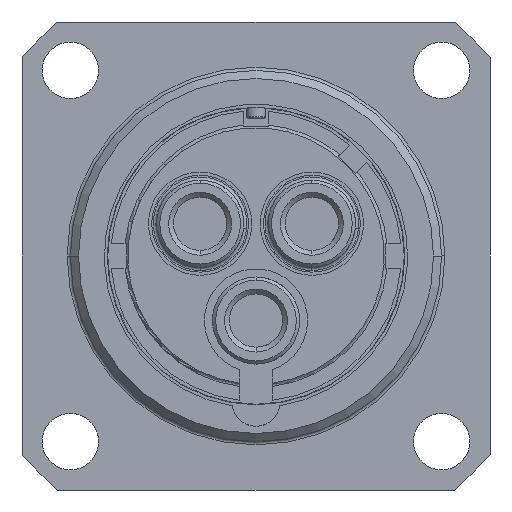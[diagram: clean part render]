
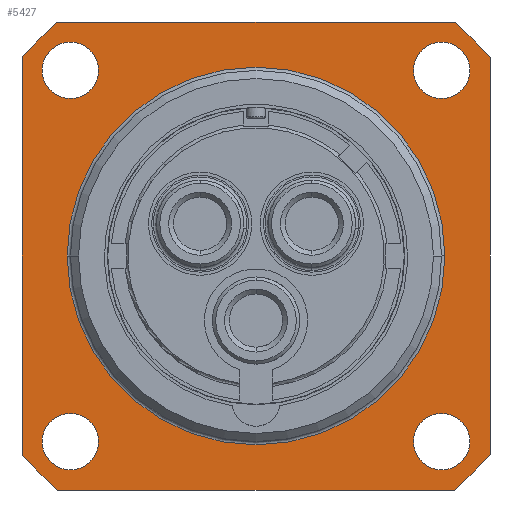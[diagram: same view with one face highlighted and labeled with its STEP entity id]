
A CAD part, left-side view. The second image highlights one B-rep face of the part: STEP entity #5427.
In plain terms, the highlighted planar face has unit normal (-1, 0, 0).
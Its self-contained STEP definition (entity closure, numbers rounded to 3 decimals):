
#175=CARTESIAN_POINT('',(10.6,0.,0.));
#176=DIRECTION('',(1.,0.,0.));
#177=DIRECTION('',(0.,1.,0.));
#178=AXIS2_PLACEMENT_3D('',#175,#176,#177);
#190=CARTESIAN_POINT('',(10.6,0.,0.));
#191=DIRECTION('',(1.,0.,0.));
#192=DIRECTION('',(0.,-1.,0.));
#193=AXIS2_PLACEMENT_3D('',#190,#191,#192);
#641=CARTESIAN_POINT('',(10.6,0.,0.));
#642=DIRECTION('',(-1.,0.,0.));
#643=DIRECTION('',(0.,0.763,-0.646));
#644=AXIS2_PLACEMENT_3D('',#641,#642,#643);
#646=DIRECTION('',(0.,0.,-1.));
#647=VECTOR('',#646,24.556);
#648=CARTESIAN_POINT('',(10.6,14.5,12.278));
#649=LINE('874',#648,#647);
#650=CARTESIAN_POINT('',(10.6,0.,0.));
#651=DIRECTION('',(-1.,0.,0.));
#652=DIRECTION('',(0.,0.646,0.763));
#653=AXIS2_PLACEMENT_3D('',#650,#651,#652);
#655=DIRECTION('',(0.,1.,0.));
#656=VECTOR('',#655,24.556);
#657=CARTESIAN_POINT('',(10.6,-12.278,14.5));
#658=LINE('873',#657,#656);
#659=CARTESIAN_POINT('',(10.6,0.,0.));
#660=DIRECTION('',(-1.,0.,0.));
#661=DIRECTION('',(0.,-0.763,0.646));
#662=AXIS2_PLACEMENT_3D('',#659,#660,#661);
#664=DIRECTION('',(0.,0.,1.));
#665=VECTOR('',#664,24.556);
#666=CARTESIAN_POINT('',(10.6,-14.5,-12.278));
#667=LINE('872',#666,#665);
#668=CARTESIAN_POINT('',(10.6,0.,0.));
#669=DIRECTION('',(-1.,0.,0.));
#670=DIRECTION('',(0.,-0.646,-0.763));
#671=AXIS2_PLACEMENT_3D('',#668,#669,#670);
#673=DIRECTION('',(0.,-1.,0.));
#674=VECTOR('',#673,24.556);
#675=CARTESIAN_POINT('',(10.6,12.278,-14.5));
#676=LINE('871',#675,#674);
#677=CARTESIAN_POINT('',(10.6,11.5,11.5));
#678=DIRECTION('',(1.,0.,0.));
#679=DIRECTION('',(0.,1.,0.));
#680=AXIS2_PLACEMENT_3D('',#677,#678,#679);
#682=CARTESIAN_POINT('',(10.6,11.5,11.5));
#683=DIRECTION('',(1.,0.,0.));
#684=DIRECTION('',(0.,-1.,0.));
#685=AXIS2_PLACEMENT_3D('',#682,#683,#684);
#687=CARTESIAN_POINT('',(10.6,-11.5,11.5));
#688=DIRECTION('',(1.,0.,0.));
#689=DIRECTION('',(0.,1.,0.));
#690=AXIS2_PLACEMENT_3D('',#687,#688,#689);
#692=CARTESIAN_POINT('',(10.6,-11.5,11.5));
#693=DIRECTION('',(1.,0.,0.));
#694=DIRECTION('',(0.,-1.,0.));
#695=AXIS2_PLACEMENT_3D('',#692,#693,#694);
#697=CARTESIAN_POINT('',(10.6,-11.5,-11.5));
#698=DIRECTION('',(1.,0.,0.));
#699=DIRECTION('',(0.,1.,0.));
#700=AXIS2_PLACEMENT_3D('',#697,#698,#699);
#702=CARTESIAN_POINT('',(10.6,-11.5,-11.5));
#703=DIRECTION('',(1.,0.,0.));
#704=DIRECTION('',(0.,-1.,0.));
#705=AXIS2_PLACEMENT_3D('',#702,#703,#704);
#707=CARTESIAN_POINT('',(10.6,11.5,-11.5));
#708=DIRECTION('',(1.,0.,0.));
#709=DIRECTION('',(0.,1.,0.));
#710=AXIS2_PLACEMENT_3D('',#707,#708,#709);
#712=CARTESIAN_POINT('',(10.6,11.5,-11.5));
#713=DIRECTION('',(1.,0.,0.));
#714=DIRECTION('',(0.,-1.,0.));
#715=AXIS2_PLACEMENT_3D('',#712,#713,#714);
#3918=CARTESIAN_POINT('',(10.6,12.278,-14.5));
#3919=CARTESIAN_POINT('',(10.6,-12.278,-14.5));
#3920=VERTEX_POINT('',#3918);
#3921=VERTEX_POINT('',#3919);
#3922=CARTESIAN_POINT('',(10.6,-14.5,-12.278));
#3923=CARTESIAN_POINT('',(10.6,-14.5,12.278));
#3924=VERTEX_POINT('',#3922);
#3925=VERTEX_POINT('',#3923);
#3926=CARTESIAN_POINT('',(10.6,-12.278,14.5));
#3927=CARTESIAN_POINT('',(10.6,12.278,14.5));
#3928=VERTEX_POINT('',#3926);
#3929=VERTEX_POINT('',#3927);
#3930=CARTESIAN_POINT('',(10.6,14.5,12.278));
#3931=CARTESIAN_POINT('',(10.6,14.5,-12.278));
#3932=VERTEX_POINT('',#3930);
#3933=VERTEX_POINT('',#3931);
#3950=CARTESIAN_POINT('',(10.6,13.25,11.5));
#3951=CARTESIAN_POINT('',(10.6,9.75,11.5));
#3952=VERTEX_POINT('',#3950);
#3953=VERTEX_POINT('',#3951);
#3954=CARTESIAN_POINT('',(10.6,-9.75,11.5));
#3955=CARTESIAN_POINT('',(10.6,-13.25,11.5));
#3956=VERTEX_POINT('',#3954);
#3957=VERTEX_POINT('',#3955);
#3958=CARTESIAN_POINT('',(10.6,-9.75,-11.5));
#3959=CARTESIAN_POINT('',(10.6,-13.25,-11.5));
#3960=VERTEX_POINT('',#3958);
#3961=VERTEX_POINT('',#3959);
#3962=CARTESIAN_POINT('',(10.6,13.25,-11.5));
#3963=CARTESIAN_POINT('',(10.6,9.75,-11.5));
#3964=VERTEX_POINT('',#3962);
#3965=VERTEX_POINT('',#3963);
#4006=CARTESIAN_POINT('',(10.6,-11.7,0.));
#4007=CARTESIAN_POINT('',(10.6,11.7,0.));
#4008=VERTEX_POINT('',#4006);
#4009=VERTEX_POINT('',#4007);
#5376=CARTESIAN_POINT('',(10.6,0.,0.));
#5377=DIRECTION('',(-1.,0.,0.));
#5378=DIRECTION('',(0.,0.,1.));
#5379=AXIS2_PLACEMENT_3D('',#5376,#5377,#5378);
#5380=PLANE('274',#5379);
#5382=ORIENTED_EDGE('946',*,*,#5381,.F.);
#5384=ORIENTED_EDGE('874',*,*,#5383,.F.);
#5386=ORIENTED_EDGE('949',*,*,#5385,.F.);
#5388=ORIENTED_EDGE('873',*,*,#5387,.F.);
#5390=ORIENTED_EDGE('948',*,*,#5389,.F.);
#5392=ORIENTED_EDGE('872',*,*,#5391,.F.);
#5394=ORIENTED_EDGE('947',*,*,#5393,.F.);
#5396=ORIENTED_EDGE('871',*,*,#5395,.F.);
#5397=EDGE_LOOP('274',(#5382,#5384,#5386,#5388,#5390,#5392,#5394,#5396));
#5398=FACE_OUTER_BOUND('274',#5397,.F.);
#5400=ORIENTED_EDGE('883',*,*,#5399,.F.);
#5402=ORIENTED_EDGE('884',*,*,#5401,.F.);
#5403=EDGE_LOOP('274',(#5400,#5402));
#5404=FACE_BOUND('274',#5403,.F.);
#5406=ORIENTED_EDGE('885',*,*,#5405,.F.);
#5408=ORIENTED_EDGE('886',*,*,#5407,.F.);
#5409=EDGE_LOOP('274',(#5406,#5408));
#5410=FACE_BOUND('274',#5409,.F.);
#5412=ORIENTED_EDGE('887',*,*,#5411,.F.);
#5414=ORIENTED_EDGE('888',*,*,#5413,.F.);
#5415=EDGE_LOOP('274',(#5412,#5414));
#5416=FACE_BOUND('274',#5415,.F.);
#5418=ORIENTED_EDGE('889',*,*,#5417,.F.);
#5420=ORIENTED_EDGE('890',*,*,#5419,.F.);
#5421=EDGE_LOOP('274',(#5418,#5420));
#5422=FACE_BOUND('274',#5421,.F.);
#5423=ORIENTED_EDGE('918',*,*,#4828,.F.);
#5424=ORIENTED_EDGE('920',*,*,#4813,.F.);
#5425=EDGE_LOOP('274',(#5423,#5424));
#5426=FACE_BOUND('274',#5425,.F.);
#179=CIRCLE('920',#178,11.7);
#194=CIRCLE('918',#193,11.7);
#645=CIRCLE('946',#644,19.);
#654=CIRCLE('949',#653,19.);
#663=CIRCLE('948',#662,19.);
#672=CIRCLE('947',#671,19.);
#681=CIRCLE('883',#680,1.75);
#686=CIRCLE('884',#685,1.75);
#691=CIRCLE('885',#690,1.75);
#696=CIRCLE('886',#695,1.75);
#701=CIRCLE('887',#700,1.75);
#706=CIRCLE('888',#705,1.75);
#711=CIRCLE('889',#710,1.75);
#716=CIRCLE('890',#715,1.75);
#4813=EDGE_CURVE('920',#4009,#4008,#179,.T.);
#4828=EDGE_CURVE('918',#4008,#4009,#194,.T.);
#5381=EDGE_CURVE('946',#3933,#3920,#645,.T.);
#5383=EDGE_CURVE('874',#3932,#3933,#649,.T.);
#5385=EDGE_CURVE('949',#3929,#3932,#654,.T.);
#5387=EDGE_CURVE('873',#3928,#3929,#658,.T.);
#5389=EDGE_CURVE('948',#3925,#3928,#663,.T.);
#5391=EDGE_CURVE('872',#3924,#3925,#667,.T.);
#5393=EDGE_CURVE('947',#3921,#3924,#672,.T.);
#5395=EDGE_CURVE('871',#3920,#3921,#676,.T.);
#5399=EDGE_CURVE('883',#3952,#3953,#681,.T.);
#5401=EDGE_CURVE('884',#3953,#3952,#686,.T.);
#5405=EDGE_CURVE('885',#3956,#3957,#691,.T.);
#5407=EDGE_CURVE('886',#3957,#3956,#696,.T.);
#5411=EDGE_CURVE('887',#3960,#3961,#701,.T.);
#5413=EDGE_CURVE('888',#3961,#3960,#706,.T.);
#5417=EDGE_CURVE('889',#3964,#3965,#711,.T.);
#5419=EDGE_CURVE('890',#3965,#3964,#716,.T.);
#5427=ADVANCED_FACE('274',(#5398,#5404,#5410,#5416,#5422,#5426),#5380,.T.);
